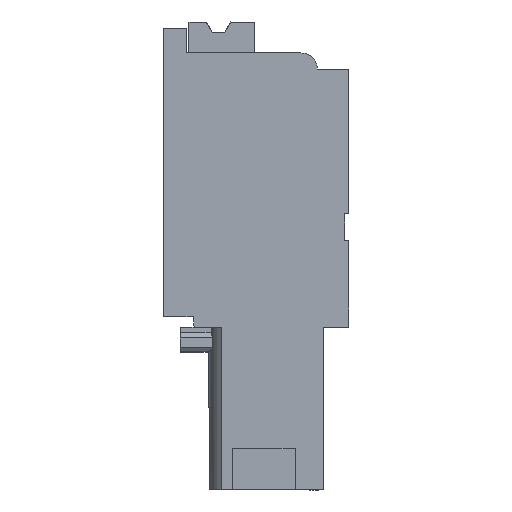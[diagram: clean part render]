
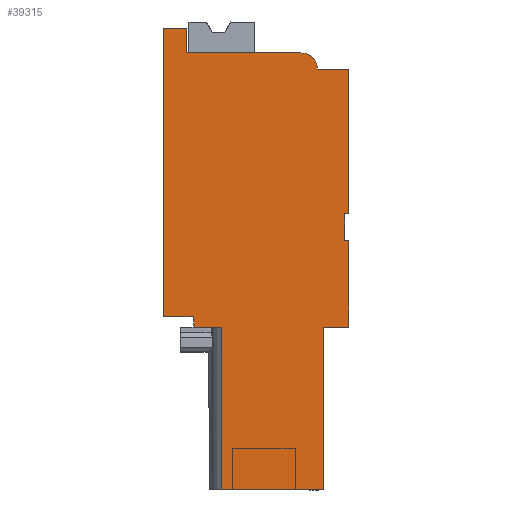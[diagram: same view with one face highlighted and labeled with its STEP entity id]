
A CAD part, left-side view. The second image highlights one B-rep face of the part: STEP entity #39315.
In plain terms, the highlighted planar face has unit normal (-1, 0, 0).
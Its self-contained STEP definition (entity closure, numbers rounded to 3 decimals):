
#7715=AXIS2_PLACEMENT_3D('Circle Axis2P3D',#7713,#7714,$) ;
#39288=AXIS2_PLACEMENT_3D('Plane Axis2P3D',#39285,#39286,#39287) ;
#40=CARTESIAN_POINT('Vertex',(0.,0.,13.4)) ;
#45=CARTESIAN_POINT('Line Origine',(0.,0.1,13.4)) ;
#49=CARTESIAN_POINT('Vertex',(0.,0.2,13.4)) ;
#83=CARTESIAN_POINT('Line Origine',(0.,0.2,12.75)) ;
#87=CARTESIAN_POINT('Vertex',(0.,0.2,12.1)) ;
#107=CARTESIAN_POINT('Line Origine',(0.,0.1,12.1)) ;
#111=CARTESIAN_POINT('Vertex',(0.,0.,12.1)) ;
#138=CARTESIAN_POINT('Line Origine',(0.,0.,10.)) ;
#142=CARTESIAN_POINT('Vertex',(0.,0.,7.9)) ;
#2002=CARTESIAN_POINT('Line Origine',(0.,0.612,7.9)) ;
#2006=CARTESIAN_POINT('Vertex',(0.,1.224,7.9)) ;
#3134=CARTESIAN_POINT('Line Origine',(0.,1.224,3.95)) ;
#3138=CARTESIAN_POINT('Vertex',(0.,1.224,0.)) ;
#5690=CARTESIAN_POINT('Line Origine',(0.,3.706,0.)) ;
#5694=CARTESIAN_POINT('Vertex',(0.,6.187,0.)) ;
#7710=CARTESIAN_POINT('Vertex',(0.,2.325,21.2)) ;
#7713=CARTESIAN_POINT('Axis2P3D Location',(0.,2.325,20.4)) ;
#7717=CARTESIAN_POINT('Vertex',(0.,1.525,20.4)) ;
#7934=CARTESIAN_POINT('Line Origine',(0.,5.087,21.2)) ;
#7938=CARTESIAN_POINT('Vertex',(0.,7.85,21.2)) ;
#10044=CARTESIAN_POINT('Line Origine',(0.,7.85,21.8)) ;
#10048=CARTESIAN_POINT('Vertex',(0.,7.85,22.4)) ;
#10075=CARTESIAN_POINT('Line Origine',(0.,8.425,22.4)) ;
#10079=CARTESIAN_POINT('Vertex',(0.,9.,22.4)) ;
#10106=CARTESIAN_POINT('Line Origine',(0.,9.,15.4)) ;
#10110=CARTESIAN_POINT('Vertex',(0.,9.,8.4)) ;
#10817=CARTESIAN_POINT('Line Origine',(0.,8.272,8.4)) ;
#10821=CARTESIAN_POINT('Vertex',(0.,7.545,8.4)) ;
#11246=CARTESIAN_POINT('Vertex',(0.,7.501,7.9)) ;
#11249=CARTESIAN_POINT('Line Origine',(0.,7.523,8.15)) ;
#11359=CARTESIAN_POINT('Vertex',(0.,6.187,7.9)) ;
#11362=CARTESIAN_POINT('Line Origine',(0.,6.844,7.9)) ;
#33003=CARTESIAN_POINT('Line Origine',(0.,0.762,20.4)) ;
#33007=CARTESIAN_POINT('Vertex',(0.,0.,20.4)) ;
#37249=CARTESIAN_POINT('Line Origine',(0.,6.187,3.95)) ;
#39285=CARTESIAN_POINT('Axis2P3D Location',(0.,0.,0.)) ;
#39290=CARTESIAN_POINT('Line Origine',(0.,0.,16.9)) ;
#46=DIRECTION('Vector Direction',(0.,1.,0.)) ;
#84=DIRECTION('Vector Direction',(0.,0.,1.)) ;
#108=DIRECTION('Vector Direction',(0.,-1.,0.)) ;
#139=DIRECTION('Vector Direction',(0.,0.,1.)) ;
#2003=DIRECTION('Vector Direction',(0.,1.,0.)) ;
#3135=DIRECTION('Vector Direction',(0.,0.,1.)) ;
#5691=DIRECTION('Vector Direction',(0.,-1.,0.)) ;
#7714=DIRECTION('Axis2P3D Direction',(-1.,-0.,0.)) ;
#7935=DIRECTION('Vector Direction',(0.,-1.,0.)) ;
#10045=DIRECTION('Vector Direction',(0.,0.,-1.)) ;
#10076=DIRECTION('Vector Direction',(0.,-1.,0.)) ;
#10107=DIRECTION('Vector Direction',(0.,0.,1.)) ;
#10818=DIRECTION('Vector Direction',(0.,-1.,0.)) ;
#11250=DIRECTION('Vector Direction',(0.,0.087,0.996)) ;
#11363=DIRECTION('Vector Direction',(0.,1.,0.)) ;
#33004=DIRECTION('Vector Direction',(0.,-1.,0.)) ;
#37250=DIRECTION('Vector Direction',(0.,0.,1.)) ;
#39286=DIRECTION('Axis2P3D Direction',(-1.,0.,0.)) ;
#39287=DIRECTION('Axis2P3D XDirection',(0.,0.,1.)) ;
#39291=DIRECTION('Vector Direction',(0.,0.,1.)) ;
#47=VECTOR('Line Direction',#46,1.) ;
#85=VECTOR('Line Direction',#84,1.) ;
#109=VECTOR('Line Direction',#108,1.) ;
#140=VECTOR('Line Direction',#139,1.) ;
#2004=VECTOR('Line Direction',#2003,1.) ;
#3136=VECTOR('Line Direction',#3135,1.) ;
#5692=VECTOR('Line Direction',#5691,1.) ;
#7936=VECTOR('Line Direction',#7935,1.) ;
#10046=VECTOR('Line Direction',#10045,1.) ;
#10077=VECTOR('Line Direction',#10076,1.) ;
#10108=VECTOR('Line Direction',#10107,1.) ;
#10819=VECTOR('Line Direction',#10818,1.) ;
#11251=VECTOR('Line Direction',#11250,1.) ;
#11364=VECTOR('Line Direction',#11363,1.) ;
#33005=VECTOR('Line Direction',#33004,1.) ;
#37251=VECTOR('Line Direction',#37250,1.) ;
#39292=VECTOR('Line Direction',#39291,1.) ;
#39296=ORIENTED_EDGE('',*,*,#39294,.T.) ;
#39297=ORIENTED_EDGE('',*,*,#33009,.T.) ;
#39298=ORIENTED_EDGE('',*,*,#7719,.T.) ;
#39299=ORIENTED_EDGE('',*,*,#7940,.T.) ;
#39300=ORIENTED_EDGE('',*,*,#10050,.T.) ;
#39301=ORIENTED_EDGE('',*,*,#10081,.T.) ;
#39302=ORIENTED_EDGE('',*,*,#10112,.T.) ;
#39303=ORIENTED_EDGE('',*,*,#10823,.T.) ;
#39304=ORIENTED_EDGE('',*,*,#11253,.T.) ;
#39305=ORIENTED_EDGE('',*,*,#11366,.T.) ;
#39306=ORIENTED_EDGE('',*,*,#37253,.F.) ;
#39307=ORIENTED_EDGE('',*,*,#5696,.T.) ;
#39308=ORIENTED_EDGE('',*,*,#3140,.T.) ;
#39309=ORIENTED_EDGE('',*,*,#2008,.T.) ;
#39310=ORIENTED_EDGE('',*,*,#144,.T.) ;
#39311=ORIENTED_EDGE('',*,*,#113,.T.) ;
#39312=ORIENTED_EDGE('',*,*,#89,.T.) ;
#39313=ORIENTED_EDGE('',*,*,#51,.T.) ;
#39315=ADVANCED_FACE('HOUSING',(#39314),#39289,.T.) ;
#7716=CIRCLE('generated circle',#7715,0.8) ;
#51=EDGE_CURVE('',#50,#41,#48,.F.) ;
#89=EDGE_CURVE('',#88,#50,#86,.T.) ;
#113=EDGE_CURVE('',#112,#88,#110,.F.) ;
#144=EDGE_CURVE('',#143,#112,#141,.T.) ;
#2008=EDGE_CURVE('',#2007,#143,#2005,.F.) ;
#3140=EDGE_CURVE('',#3139,#2007,#3137,.T.) ;
#5696=EDGE_CURVE('',#5695,#3139,#5693,.T.) ;
#7719=EDGE_CURVE('',#7718,#7711,#7716,.T.) ;
#7940=EDGE_CURVE('',#7711,#7939,#7937,.F.) ;
#10050=EDGE_CURVE('',#7939,#10049,#10047,.F.) ;
#10081=EDGE_CURVE('',#10049,#10080,#10078,.F.) ;
#10112=EDGE_CURVE('',#10080,#10111,#10109,.F.) ;
#10823=EDGE_CURVE('',#10111,#10822,#10820,.T.) ;
#11253=EDGE_CURVE('',#10822,#11247,#11252,.F.) ;
#11366=EDGE_CURVE('',#11247,#11360,#11365,.F.) ;
#33009=EDGE_CURVE('',#33008,#7718,#33006,.F.) ;
#37253=EDGE_CURVE('',#5695,#11360,#37252,.T.) ;
#39294=EDGE_CURVE('',#41,#33008,#39293,.T.) ;
#39295=EDGE_LOOP('',(#39296,#39297,#39298,#39299,#39300,#39301,#39302,#39303,#39304,#39305,#39306,#39307,#39308,#39309,#39310,#39311,#39312,#39313)) ;
#39314=FACE_OUTER_BOUND('',#39295,.T.) ;
#48=LINE('Line',#45,#47) ;
#86=LINE('Line',#83,#85) ;
#110=LINE('Line',#107,#109) ;
#141=LINE('Line',#138,#140) ;
#2005=LINE('Line',#2002,#2004) ;
#3137=LINE('Line',#3134,#3136) ;
#5693=LINE('Line',#5690,#5692) ;
#7937=LINE('Line',#7934,#7936) ;
#10047=LINE('Line',#10044,#10046) ;
#10078=LINE('Line',#10075,#10077) ;
#10109=LINE('Line',#10106,#10108) ;
#10820=LINE('Line',#10817,#10819) ;
#11252=LINE('Line',#11249,#11251) ;
#11365=LINE('Line',#11362,#11364) ;
#33006=LINE('Line',#33003,#33005) ;
#37252=LINE('Line',#37249,#37251) ;
#39293=LINE('Line',#39290,#39292) ;
#39289=PLANE('',#39288) ;
#41=VERTEX_POINT('',#40) ;
#50=VERTEX_POINT('',#49) ;
#88=VERTEX_POINT('',#87) ;
#112=VERTEX_POINT('',#111) ;
#143=VERTEX_POINT('',#142) ;
#2007=VERTEX_POINT('',#2006) ;
#3139=VERTEX_POINT('',#3138) ;
#5695=VERTEX_POINT('',#5694) ;
#7711=VERTEX_POINT('',#7710) ;
#7718=VERTEX_POINT('',#7717) ;
#7939=VERTEX_POINT('',#7938) ;
#10049=VERTEX_POINT('',#10048) ;
#10080=VERTEX_POINT('',#10079) ;
#10111=VERTEX_POINT('',#10110) ;
#10822=VERTEX_POINT('',#10821) ;
#11247=VERTEX_POINT('',#11246) ;
#11360=VERTEX_POINT('',#11359) ;
#33008=VERTEX_POINT('',#33007) ;
